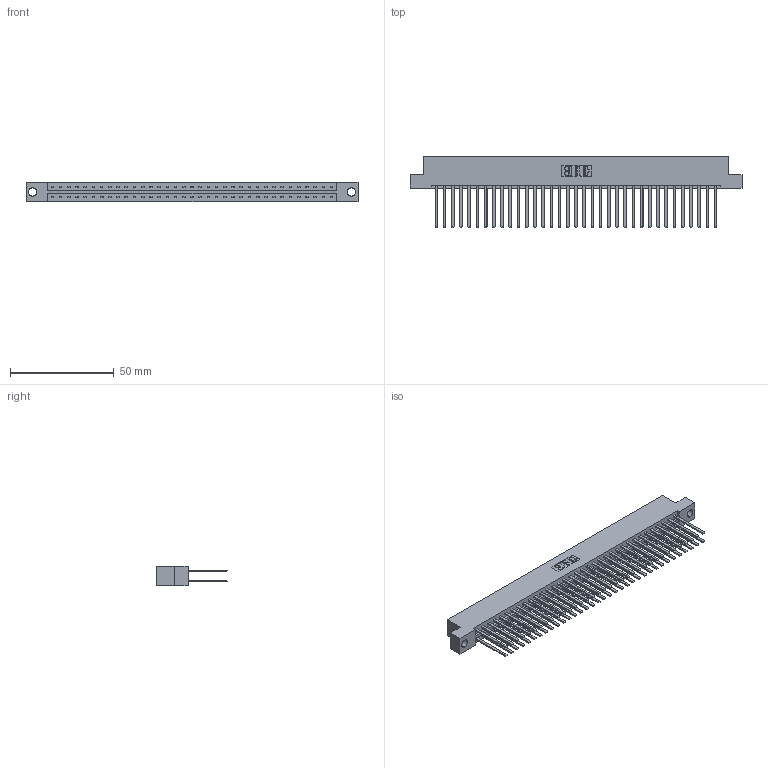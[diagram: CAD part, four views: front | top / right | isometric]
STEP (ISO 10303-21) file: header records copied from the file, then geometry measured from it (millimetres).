
FILE_DESCRIPTION (( 'STEP AP203' ), '1' );
FILE_NAME ('333-070-544-204.STEP', '2018-08-04T15:05:32', ( '' ), ( '' ), 'SwSTEP 2.0', 'SolidWorks 2016', '' );
FILE_SCHEMA (( 'CONFIG_CONTROL_DESIGN' ));
Length unit declared in the file: inch
Products named in the file (3): 333 Part_Flush - .156 Dia - TH; 345-292-001_345-293-144; 333-070-544-204
Assembly tree (71 placements, depth 2):
  333-070-544-204
    333 Part_Flush - .156 Dia - TH
    345-292-001_345-293-144  x70
Bounding box: 160.22 x 34.3 x 9.4 mm (x, y, z)
Volume: 17185.8 mm3; surface area: 23201.6 mm2
Topology: 71 solids, 71 shells, 3334 faces, 9901 edges, 6506 vertices
Faces by surface type: plane 2310, cylinder 1024
Entity records: 23241 total; most frequent: CARTESIAN_POINT 3858, ORIENTED_EDGE 3794, DIRECTION 3305, EDGE_CURVE 1897, VECTOR 1773, LINE 1773, VERTEX_POINT 1262, AXIS2_PLACEMENT_3D 766
